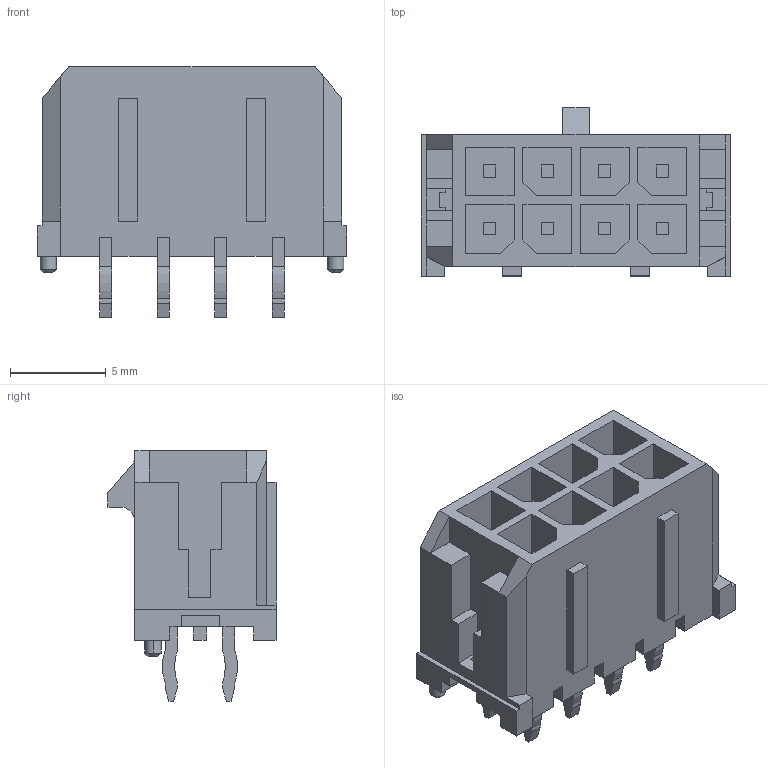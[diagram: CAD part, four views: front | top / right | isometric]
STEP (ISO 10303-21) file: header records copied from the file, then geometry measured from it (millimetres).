
FILE_DESCRIPTION(('FreeCAD Model'),'2;1');
FILE_NAME('430450812.step', '2017-01-27T11:43:13',('kicad StepUp'),('ksu MCAD'), 'Open CASCADE STEP processor 6.8','FreeCAD','Unknown');
FILE_SCHEMA(('AUTOMOTIVE_DESIGN_CC2 { 1 2 10303 214 -1 1 5 4 }'));
Length unit declared in the file: millimetre
Products named in the file (1): 430450812
Bounding box: 16.15 x 8.77 x 13.09 mm (x, y, z)
Volume: 653.6 mm3; surface area: 1452.6 mm2
Topology: 1 solids, 1 shells, 371 faces, 979 edges, 632 vertices
Faces by surface type: plane 346, cylinder 21, cone 4
Entity records: 11204 total; most frequent: CARTESIAN_POINT 1983, ORIENTED_EDGE 1958, DIRECTION 1769, EDGE_CURVE 979, LINE 933, VECTOR 933, VERTEX_POINT 632, AXIS2_PLACEMENT_3D 418
